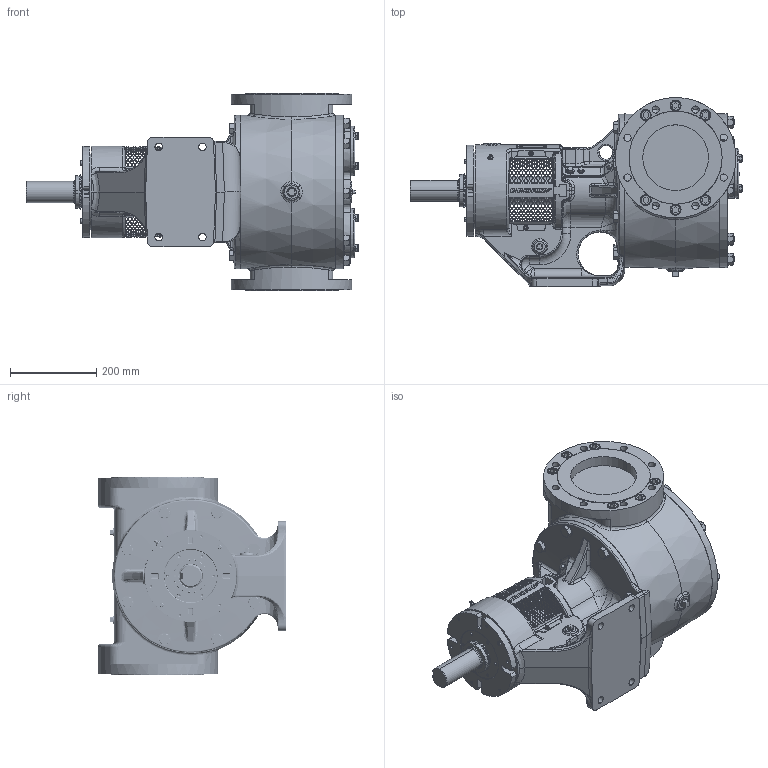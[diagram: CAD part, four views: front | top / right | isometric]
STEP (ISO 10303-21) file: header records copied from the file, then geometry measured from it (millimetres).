
FILE_DESCRIPTION (( 'STEP AP214' ), '1' );
FILE_NAME ('QV-2206.STEP', '2024-02-12T17:54:58', ( '' ), ( '' ), 'SwSTEP 2.0', 'SolidWorks 2022', '' );
FILE_SCHEMA (( 'AUTOMOTIVE_DESIGN' ));
Length unit declared in the file: inch
Products named in the file (1): QV-2206
Bounding box: 769.99 x 438.15 x 457.2 mm (x, y, z)
Volume: 42375362 mm3; surface area: 1449048.1 mm2
Topology: 1 solids, 1 shells, 7772 faces, 21484 edges, 13932 vertices
Faces by surface type: bspline 3574, plane 2819, cylinder 669, cone 567, torus 110, sphere 33
Entity records: 361380 total; most frequent: CARTESIAN_POINT 143656, ORIENTED_EDGE 42754, DIRECTION 26564, EDGE_CURVE 21377, VERTEX_POINT 13929, EDGE_LOOP 9410, AXIS2_PLACEMENT_3D 9050, VECTOR 8464
